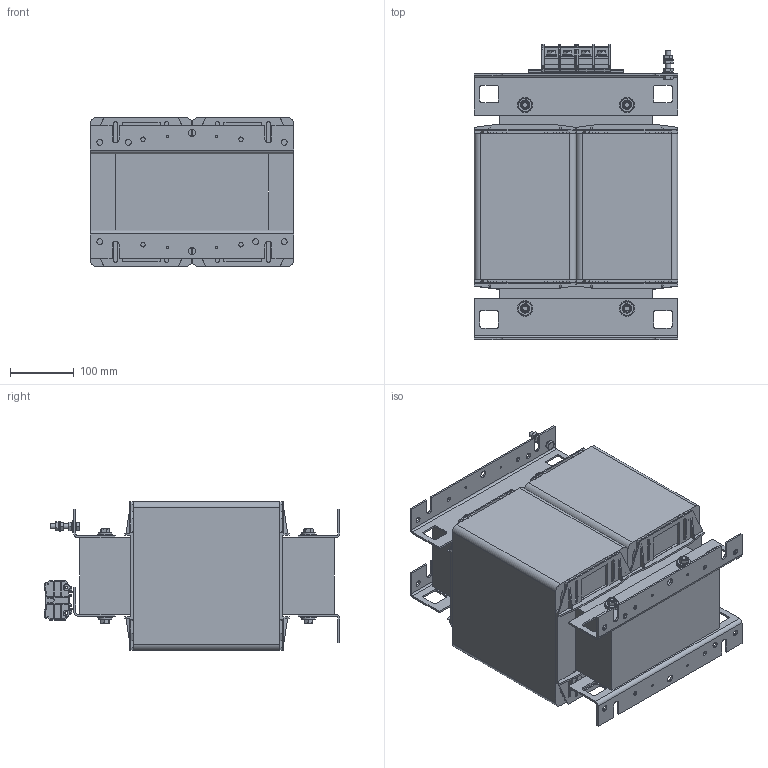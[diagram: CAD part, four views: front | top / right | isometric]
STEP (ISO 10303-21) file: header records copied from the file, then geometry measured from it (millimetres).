
FILE_DESCRIPTION(/* description */ (''),/* implementation_level */ '2;1');
FILE_NAME(/* name */ 'TKX20.stp',/* time_stamp */ '2024-01-08T12:08:50+01:00',/* author */ ('ops'),/* organization */ (''),/* preprocessor_version */ 'ST-DEVELOPER v16.13',/* originating_system */ 'Autodesk Inventor 2018',/* authorisation */ '');
FILE_SCHEMA (('AUTOMOTIVE_DESIGN { 1 0 10303 214 3 1 1 }'));
Products named in the file (1): TKX20
Bounding box: 320 x 464.6 x 234 mm (x, y, z)
Volume: 22566934.5 mm3; surface area: 2102930.4 mm2
Topology: 87 solids, 87 shells, 5582 faces, 12878 edges, 7445 vertices
Faces by surface type: plane 2094, cylinder 2030, torus 658, sphere 484, cone 284, bspline 32
Full cylindrical faces by diameter (mm): 3.5 x8, 3.9 x4, 4 x6, 4.2 x8, 4.25 x1, 4.3 x4, 4.35 x8, 5.9 x8, 6.35 x20, 6.647 x11, 7 x8, 7.85 x8, 8 x13, 8.4 x9, 9 x12, 10 x8, 10.1 x8, 11 x4, 11.7 x1, 12 x4, 13 x16, 16 x9, 24 x8
Entity records: 158794 total; most frequent: DIRECTION 28283, CARTESIAN_POINT 27417, ORIENTED_EDGE 24834, EDGE_CURVE 12401, AXIS2_PLACEMENT_3D 10603, VERTEX_POINT 7405, LINE 7077, VECTOR 7077
